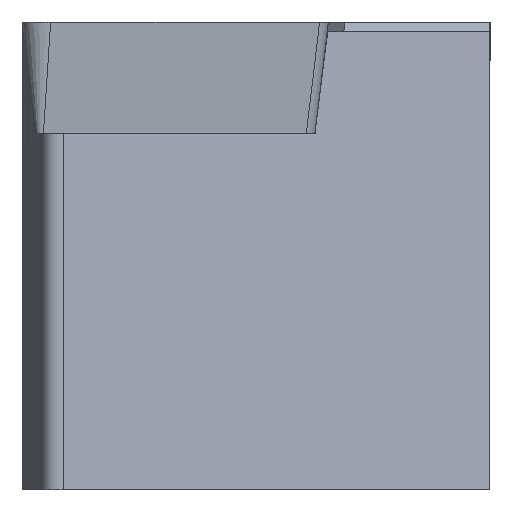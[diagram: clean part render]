
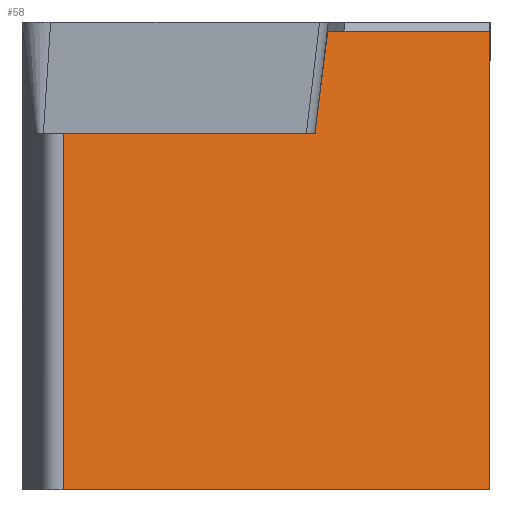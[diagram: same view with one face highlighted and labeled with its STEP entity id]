
A CAD part, left-side view. The second image highlights one B-rep face of the part: STEP entity #58.
In plain terms, the highlighted planar face has unit normal (-0.848, -0.53, 0).
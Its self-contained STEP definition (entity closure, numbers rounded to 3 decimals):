
#58=ADVANCED_FACE('',(#100),#81,.F.);
#81=PLANE('',#468);
#100=FACE_OUTER_BOUND('',#124,.T.);
#124=EDGE_LOOP('',(#170,#171,#172,#173,#174,#175));
#170=ORIENTED_EDGE('',*,*,#325,.F.);
#171=ORIENTED_EDGE('',*,*,#326,.F.);
#172=ORIENTED_EDGE('',*,*,#324,.F.);
#173=ORIENTED_EDGE('',*,*,#327,.F.);
#174=ORIENTED_EDGE('',*,*,#328,.F.);
#175=ORIENTED_EDGE('',*,*,#311,.F.);
#272=VERTEX_POINT('',#624);
#273=VERTEX_POINT('',#626);
#282=VERTEX_POINT('',#648);
#283=VERTEX_POINT('',#650);
#284=VERTEX_POINT('',#654);
#285=VERTEX_POINT('',#657);
#311=EDGE_CURVE('',#272,#273,#370,.T.);
#324=EDGE_CURVE('',#283,#282,#380,.T.);
#325=EDGE_CURVE('',#284,#272,#381,.T.);
#326=EDGE_CURVE('',#282,#284,#382,.T.);
#327=EDGE_CURVE('',#285,#283,#383,.T.);
#328=EDGE_CURVE('',#273,#285,#384,.T.);
#370=LINE('',#625,#416);
#380=LINE('',#651,#426);
#381=LINE('',#653,#427);
#382=LINE('',#655,#428);
#383=LINE('',#656,#429);
#384=LINE('',#658,#430);
#416=VECTOR('',#502,1.);
#426=VECTOR('',#522,1.);
#427=VECTOR('',#525,1.);
#428=VECTOR('',#526,1.);
#429=VECTOR('',#527,1.);
#430=VECTOR('',#528,1.);
#468=AXIS2_PLACEMENT_3D('',#659,#529,#530);
#502=DIRECTION('',(0.53,-0.848,0.));
#522=DIRECTION('',(0.,0.,1.));
#525=DIRECTION('',(0.079,-0.126,0.989));
#526=DIRECTION('',(0.53,-0.848,0.));
#527=DIRECTION('',(-0.53,0.848,0.));
#528=DIRECTION('',(0.,0.,-1.));
#529=DIRECTION('',(0.848,0.53,0.));
#530=DIRECTION('',(0.53,-0.848,0.));
#624=CARTESIAN_POINT('',(4.22,3.466,-0.2));
#625=CARTESIAN_POINT('',(0.687,9.12,-0.2));
#626=CARTESIAN_POINT('',(6.386,0.,-0.2));
#648=CARTESIAN_POINT('',(0.687,9.12,-2.38));
#650=CARTESIAN_POINT('',(0.687,9.12,-10.));
#651=CARTESIAN_POINT('',(0.687,9.12,-30.));
#653=CARTESIAN_POINT('',(1.828,7.295,-30.323));
#654=CARTESIAN_POINT('',(4.047,3.743,-2.38));
#655=CARTESIAN_POINT('',(0.687,9.12,-2.38));
#656=CARTESIAN_POINT('',(0.687,9.12,-10.));
#657=CARTESIAN_POINT('',(6.386,0.,-10.));
#658=CARTESIAN_POINT('',(6.386,0.,-30.));
#659=CARTESIAN_POINT('',(0.687,9.12,-30.));
